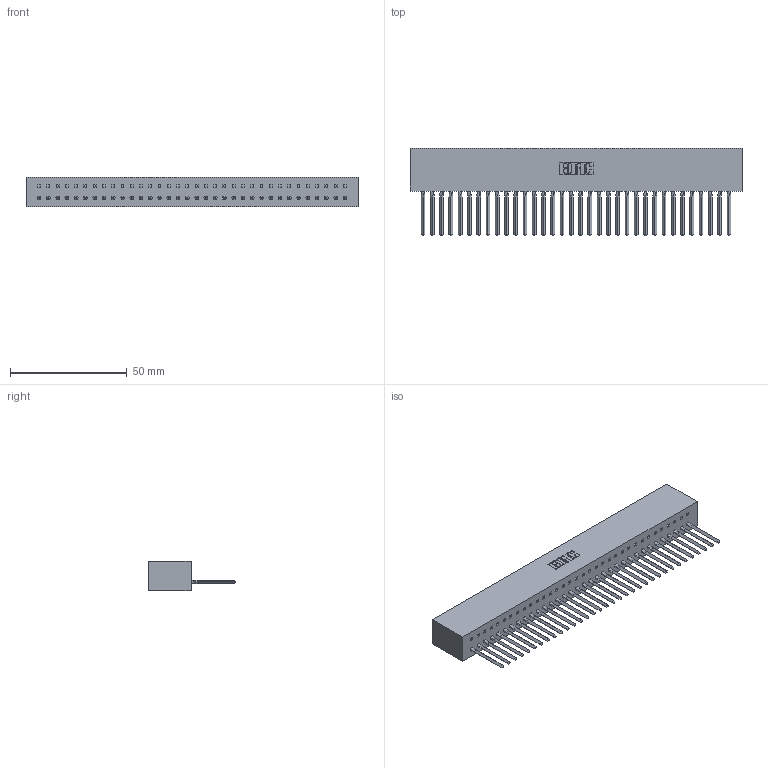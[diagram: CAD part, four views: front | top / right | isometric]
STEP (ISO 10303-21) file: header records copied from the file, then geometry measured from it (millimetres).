
FILE_DESCRIPTION (( 'STEP AP203' ), '1' );
FILE_NAME ('317-034-541-601.STEP', '2020-02-27T21:46:00', ( '' ), ( '' ), 'SwSTEP 2.0', 'SolidWorks 2016', '' );
FILE_SCHEMA (( 'CONFIG_CONTROL_DESIGN' ));
Length unit declared in the file: inch
Products named in the file (3): 317-290-002_541; 317-034-541-601; 317 Part_Lugless
Assembly tree (35 placements, depth 2):
  317-034-541-601
    317 Part_Lugless
    317-290-002_541  x34
Bounding box: 141.94 x 37.34 x 12.7 mm (x, y, z)
Volume: 24476.9 mm3; surface area: 34514.5 mm2
Topology: 35 solids, 35 shells, 5258 faces, 14995 edges, 9746 vertices
Faces by surface type: plane 4266, cylinder 856, bspline 136
Entity records: 50314 total; most frequent: CARTESIAN_POINT 9583, ORIENTED_EDGE 8870, DIRECTION 7271, EDGE_CURVE 4435, LINE 4079, VECTOR 4079, VERTEX_POINT 2948, AXIS2_PLACEMENT_3D 1596
